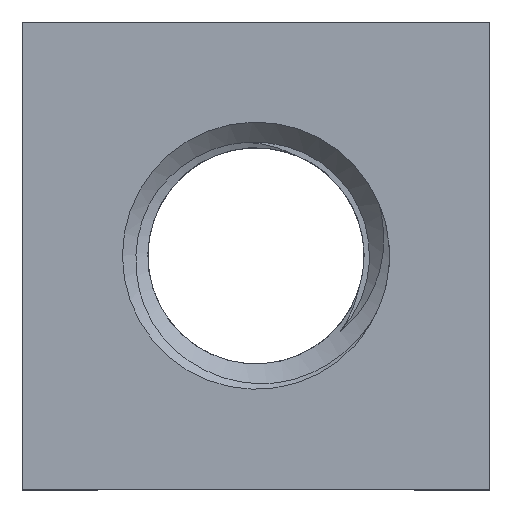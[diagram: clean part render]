
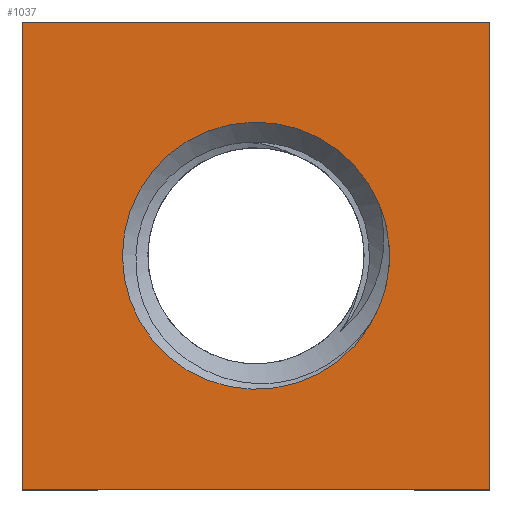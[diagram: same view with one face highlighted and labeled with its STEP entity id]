
A CAD part, top view. The second image highlights one B-rep face of the part: STEP entity #1037.
In plain terms, the highlighted planar face has unit normal (0, 0, 1).
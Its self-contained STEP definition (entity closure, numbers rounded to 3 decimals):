
#140=LINE('',#2101,#268);
#141=LINE('',#2104,#269);
#142=LINE('',#2106,#270);
#143=LINE('',#2108,#271);
#268=VECTOR('',#1349,1000.);
#269=VECTOR('',#1350,1000.);
#270=VECTOR('',#1351,1000.);
#271=VECTOR('',#1352,1000.);
#330=PLANE('',#1110);
#575=ORIENTED_EDGE('',*,*,#765,.T.);
#576=ORIENTED_EDGE('',*,*,#766,.T.);
#577=ORIENTED_EDGE('',*,*,#767,.T.);
#578=ORIENTED_EDGE('',*,*,#768,.T.);
#579=ORIENTED_EDGE('',*,*,#642,.F.);
#580=ORIENTED_EDGE('',*,*,#631,.T.);
#631=EDGE_CURVE('',#776,#775,#864,.T.);
#642=EDGE_CURVE('',#776,#775,#866,.T.);
#765=EDGE_CURVE('',#859,#860,#140,.T.);
#766=EDGE_CURVE('',#860,#861,#141,.T.);
#767=EDGE_CURVE('',#861,#862,#142,.T.);
#768=EDGE_CURVE('',#862,#859,#143,.T.);
#775=VERTEX_POINT('',#1382);
#776=VERTEX_POINT('',#1384);
#859=VERTEX_POINT('',#2102);
#860=VERTEX_POINT('',#2103);
#861=VERTEX_POINT('',#2105);
#862=VERTEX_POINT('',#2107);
#864=CIRCLE('',#1057,2.);
#866=CIRCLE('',#1061,2.);
#921=EDGE_LOOP('',(#575,#576,#577,#578));
#922=EDGE_LOOP('',(#579,#580));
#979=FACE_BOUND('',#921,.T.);
#980=FACE_BOUND('',#922,.T.);
#1037=ADVANCED_FACE('',(#979,#980),#330,.T.);
#1057=AXIS2_PLACEMENT_3D('',#1383,#1121,#1122);
#1061=AXIS2_PLACEMENT_3D('',#1855,#1129,#1130);
#1110=AXIS2_PLACEMENT_3D('',#2100,#1347,#1348);
#1121=DIRECTION('',(0.,0.,-1.));
#1122=DIRECTION('',(-1.,0.,0.));
#1129=DIRECTION('',(0.,0.,1.));
#1130=DIRECTION('',(1.,0.,0.));
#1347=DIRECTION('',(0.,0.,1.));
#1348=DIRECTION('',(1.,0.,0.));
#1349=DIRECTION('',(0.,-1.,0.));
#1350=DIRECTION('',(1.,0.,0.));
#1351=DIRECTION('',(0.,1.,0.));
#1352=DIRECTION('',(-1.,0.,0.));
#1382=CARTESIAN_POINT('',(1.842,0.78,2.5));
#1383=CARTESIAN_POINT('',(0.,0.,2.5));
#1384=CARTESIAN_POINT('',(1.842,-0.78,2.5));
#1855=CARTESIAN_POINT('',(0.,0.,2.5));
#2100=CARTESIAN_POINT('',(0.,0.,2.5));
#2101=CARTESIAN_POINT('',(-3.5,3.5,2.5));
#2102=CARTESIAN_POINT('',(-3.5,3.5,2.5));
#2103=CARTESIAN_POINT('',(-3.5,-3.5,2.5));
#2104=CARTESIAN_POINT('',(-3.5,-3.5,2.5));
#2105=CARTESIAN_POINT('',(3.5,-3.5,2.5));
#2106=CARTESIAN_POINT('',(3.5,-3.5,2.5));
#2107=CARTESIAN_POINT('',(3.5,3.5,2.5));
#2108=CARTESIAN_POINT('',(3.5,3.5,2.5));
